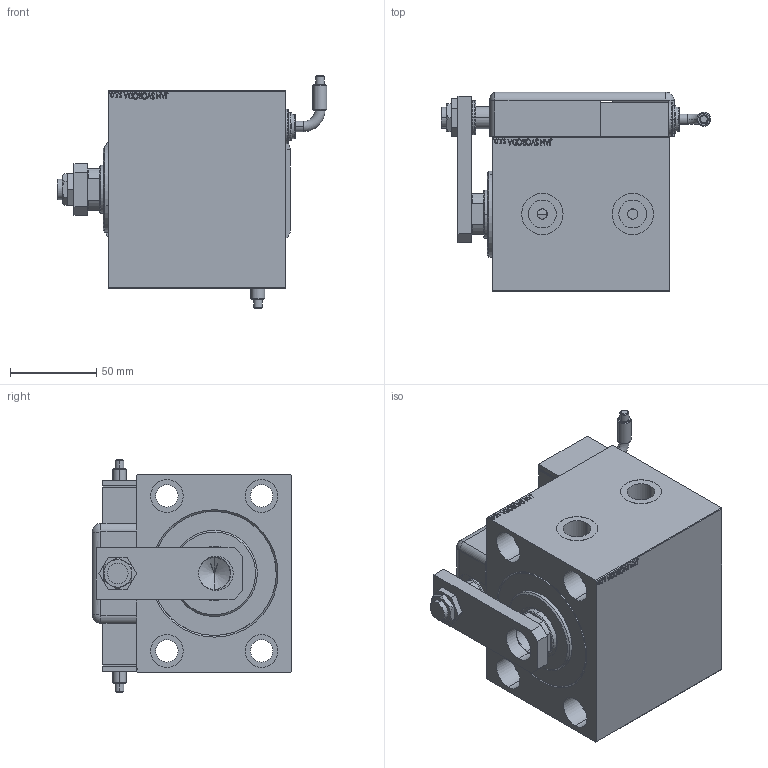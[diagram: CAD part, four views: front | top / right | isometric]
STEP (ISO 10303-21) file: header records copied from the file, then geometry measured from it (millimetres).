
FILE_DESCRIPTION (( 'STEP AP203' ), '1' );
FILE_NAME ('f1c7.STEP', '2024-04-15T11:30:16', ( '' ), ( '' ), 'SwSTEP 2.0', 'SolidWorks 2019', '' );
FILE_SCHEMA (( 'CONFIG_CONTROL_DESIGN' ));
Length unit declared in the file: millimetre
Products named in the file (13): f1c7; TYC 6e4afc224ff89f349bef3baa346f7b19; SWITCH_Q_FRONT_BACK 6e4afc224ff89f349bef3baa346f7b19; SWITCH DIM A_G 6e4afc224ff89f349bef3baa346f7b19; SWITCH Q 6e4afc224ff89f349bef3baa346f7b19; NUT_D19 6e4afc224ff89f349bef3baa346f7b19; KRYT 6e4afc224ff89f349bef3baa346f7b19; V450CM_C_Body 6e4afc224ff89f349bef3baa346f7b19; NUT_D13 6e4afc224ff89f349bef3baa346f7b19; V450CM_VC_B 6e4afc224ff89f349bef3baa346f7b19; MAGNETIC SWITCH Q 6e4afc224ff89f349bef3baa346f7b19; V450CM_C_VCP 6e4afc224ff89f349bef3baa346f7b19; ZARAZKA_Q 6e4afc224ff89f349bef3baa346f7b19
Assembly tree (13 placements, depth 3):
  f1c7
    V450CM_C_Body 6e4afc224ff89f349bef3baa346f7b19
    V450CM_C_VCP 6e4afc224ff89f349bef3baa346f7b19
    V450CM_VC_B 6e4afc224ff89f349bef3baa346f7b19
    MAGNETIC SWITCH Q 6e4afc224ff89f349bef3baa346f7b19
      SWITCH_Q_FRONT_BACK 6e4afc224ff89f349bef3baa346f7b19
      TYC 6e4afc224ff89f349bef3baa346f7b19
      ZARAZKA_Q 6e4afc224ff89f349bef3baa346f7b19
      SWITCH DIM A_G 6e4afc224ff89f349bef3baa346f7b19
      NUT_D19 6e4afc224ff89f349bef3baa346f7b19
      NUT_D13 6e4afc224ff89f349bef3baa346f7b19
      KRYT 6e4afc224ff89f349bef3baa346f7b19
      SWITCH Q 6e4afc224ff89f349bef3baa346f7b19  x2
Bounding box: 156.46 x 115.8 x 135.01 mm (x, y, z)
Volume: 1114272.7 mm3; surface area: 179667.2 mm2
Topology: 13 solids, 13 shells, 1278 faces, 3227 edges, 2125 vertices
Faces by surface type: plane 620, bspline 475, cylinder 125, cone 34, torus 22, sphere 2
Entity records: 61325 total; most frequent: CARTESIAN_POINT 33382, ORIENTED_EDGE 6198, DIRECTION 3949, EDGE_CURVE 3099, VERTEX_POINT 2048, VECTOR 1837, LINE 1837, EDGE_LOOP 1399
